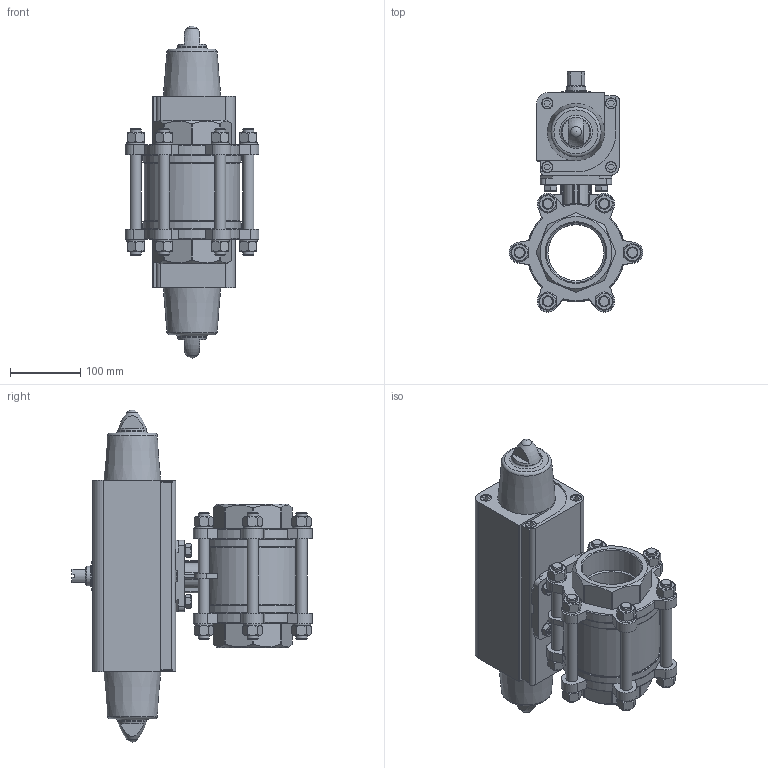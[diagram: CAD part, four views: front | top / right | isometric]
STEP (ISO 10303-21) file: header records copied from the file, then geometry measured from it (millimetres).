
FILE_DESCRIPTION(/* description */ ('STEP AP214'),/* implementation_level */ '2;1');
FILE_NAME(/* name */ '1758078_VZBA-3-GG-63-T-22-F0710-V4V4T-PS180-R-90-4-C',/* time_stamp */ '2024-09-18T00:30:59+02:00',/* author */ ('License CC BY-ND 4.0'),/* organization */ ('CADENAS'),/* preprocessor_version */ 'ST-DEVELOPER v19.3',/* originating_system */ 'PARTsolutions',/* authorisation */ ' ');
FILE_SCHEMA (('AUTOMOTIVE_DESIGN {1 0 10303 214 3 1 1}'));
Length unit declared in the file: millimetre
Products named in the file (8): 1758078 VZBA-3"-GG-63-T-22-F0710-V4V4T-PS180-R-90-4-C; 1686651 VZBA-3''-GG-63-T-22-F0710-V4V4T; 690069 S 10 A2; DIN 934 - M10(F); DIN-913 - M10x40; 8082126 DARQ-R-A-S22-S17-22; 533450 DAPS-0180-090-RS4-F0710---(1); 533450 DAPS-0180-090-RS4-F0710---(2)
Assembly tree (15 placements, depth 2):
  1758078 VZBA-3"-GG-63-T-22-F0710-V4V4T-PS180-R-90-4-C
    690069 S 10 A2  x4
    DIN 934 - M10(F)  x4
    DIN-913 - M10x40  x4
    8082126 DARQ-R-A-S22-S17-22
    533450 DAPS-0180-090-RS4-F0710---(1)
    533450 DAPS-0180-090-RS4-F0710---(2)
  1686651 VZBA-3''-GG-63-T-22-F0710-V4V4T
Bounding box: 190.9 x 342.69 x 474 mm (x, y, z)
Volume: 6482465.6 mm3; surface area: 531840.2 mm2
Topology: 16 solids, 16 shells, 852 faces, 2104 edges, 1346 vertices
Faces by surface type: plane 451, cylinder 206, cone 149, torus 44, sphere 2
Full cylindrical faces by diameter (mm): 4.134 x8, 4.917 x1, 6.647 x4, 8.376 x8, 8.566 x2, 10 x4, 10.5 x4, 16 x30, 17 x14, 23.5 x1, 28 x1, 31.3 x1, 41 x2, 44 x2, 80 x1, 84.926 x2, 137 x1, 140 x1
Entity records: 22092 total; most frequent: CARTESIAN_POINT 5091, DIRECTION 3400, ORIENTED_EDGE 3218, EDGE_CURVE 1609, AXIS2_PLACEMENT_3D 1283, VERTEX_POINT 1167, FACE_BOUND 1072, EDGE_LOOP 1053
